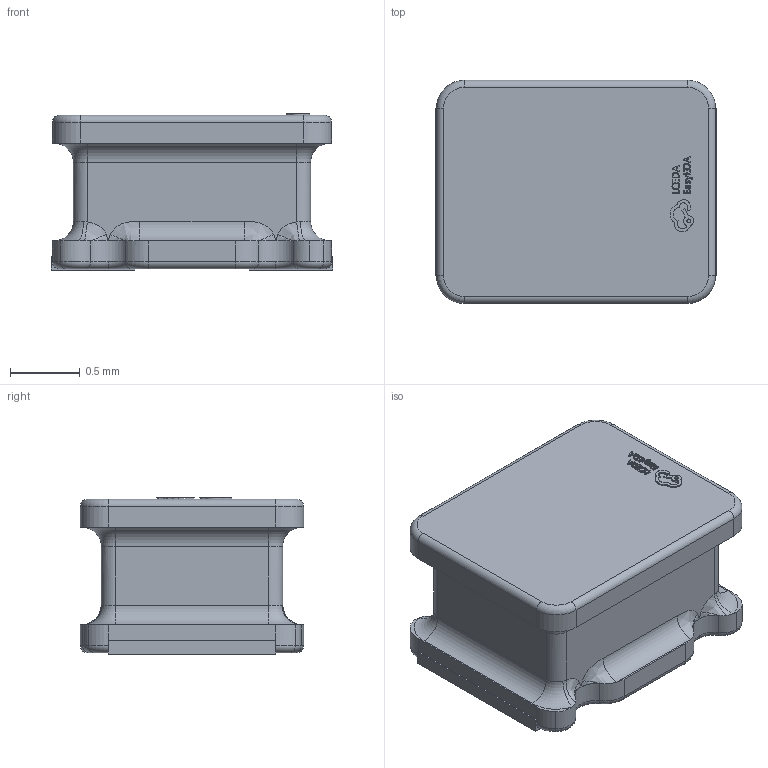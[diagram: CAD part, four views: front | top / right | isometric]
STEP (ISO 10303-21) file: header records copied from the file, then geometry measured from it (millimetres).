
FILE_DESCRIPTION(('CAx-IF Rec.Pracs.---Model Styling and Organization---1.5---2016-08-15','CAx-IF Rec.Pracs.---Geometric and Assembly Validation Properties---4.4---2016-08-17','CAx-IF Rec.Pracs.---User Defined Attributes---1.5---2016-08-15','CAx-IF Rec.Pracs.---External References---2.1---2005-01-19'),'2;1');
FILE_NAME('Inductor 1620.stp','2025-07-28T18:53:43',('Unspecified'),('Unspecified'),'CAD Exchanger 3.11.0 (cadexchanger.com)','Unspecified','');
FILE_SCHEMA(('AUTOMOTIVE_DESIGN { 1 0 10303 214 1 1 1 1 }'));
Length unit declared in the file: millimetre
Products named in the file (4): PCBModel; FpU1-U1; IND-SMD_L2.0-W1.6; SOLID
Assembly tree (3 placements, depth 4):
  PCBModel
    FpU1-U1
      IND-SMD_L2.0-W1.6
        SOLID
Bounding box: 2.02 x 1.6 x 1.12 mm (x, y, z)
Volume: 2.8 mm3; surface area: 14.1 mm2
Topology: 1 solids, 1 shells, 412 faces, 1084 edges, 693 vertices
Faces by surface type: plane 206, bspline 132, cylinder 42, torus 32
Entity records: 16721 total; most frequent: CARTESIAN_POINT 4691, ORIENTED_EDGE 2152, DIRECTION 1563, EDGE_CURVE 1076, VERTEX_POINT 693, LINE 657, VECTOR 657, AXIS2_PLACEMENT_3D 453
